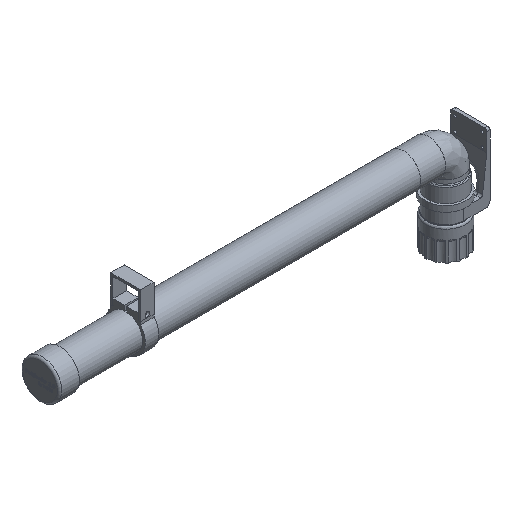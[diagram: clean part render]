
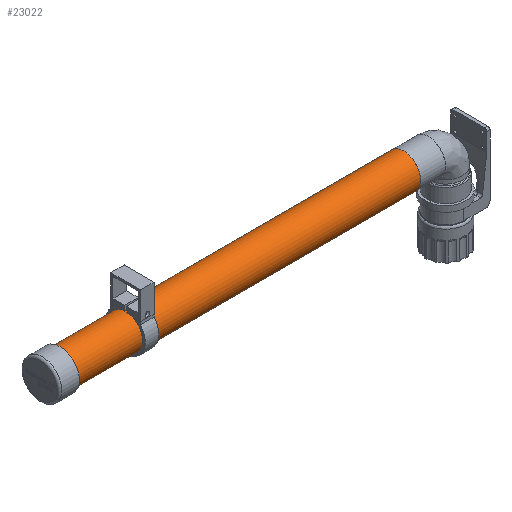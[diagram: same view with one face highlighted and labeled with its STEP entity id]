
A CAD part, isometric view. The second image highlights one B-rep face of the part: STEP entity #23022.
In plain terms, the highlighted cylindrical face has radius 37.5 mm (diameter 75 mm), a full revolution.
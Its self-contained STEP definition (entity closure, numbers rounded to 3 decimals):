
#3300=FACE_OUTER_BOUND('',#4645,.T.);
#4645=EDGE_LOOP('',(#19092,#19093,#19094,#19095));
#6332=LINE('',#41551,#8046);
#8046=VECTOR('',#28612,37.5);
#9213=CIRCLE('',#24848,37.5);
#9214=CIRCLE('',#24849,37.5);
#10575=VERTEX_POINT('',#41548);
#10576=VERTEX_POINT('',#41550);
#13582=EDGE_CURVE('',#10575,#10575,#9213,.T.);
#13583=EDGE_CURVE('',#10575,#10576,#6332,.T.);
#13584=EDGE_CURVE('',#10576,#10576,#9214,.T.);
#19092=ORIENTED_EDGE('',*,*,#13582,.F.);
#19093=ORIENTED_EDGE('',*,*,#13583,.T.);
#19094=ORIENTED_EDGE('',*,*,#13584,.T.);
#19095=ORIENTED_EDGE('',*,*,#13583,.F.);
#22307=CYLINDRICAL_SURFACE('',#24847,37.5);
#23022=ADVANCED_FACE('',(#3300),#22307,.T.);
#24847=AXIS2_PLACEMENT_3D('',#41547,#28608,#28609);
#24848=AXIS2_PLACEMENT_3D('',#41549,#28610,#28611);
#24849=AXIS2_PLACEMENT_3D('',#41552,#28613,#28614);
#28608=DIRECTION('center_axis',(-1.,0.,0.));
#28609=DIRECTION('ref_axis',(0.,-1.,0.));
#28610=DIRECTION('center_axis',(-1.,0.,0.));
#28611=DIRECTION('ref_axis',(0.,-1.,0.));
#28612=DIRECTION('',(1.,0.,0.));
#28613=DIRECTION('center_axis',(-1.,0.,0.));
#28614=DIRECTION('ref_axis',(0.,-1.,0.));
#41547=CARTESIAN_POINT('Origin',(-92.5,-148.02,132.5));
#41548=CARTESIAN_POINT('',(-892.5,-110.52,132.5));
#41549=CARTESIAN_POINT('Origin',(-892.5,-148.02,132.5));
#41550=CARTESIAN_POINT('',(-92.5,-110.52,132.5));
#41551=CARTESIAN_POINT('',(-92.5,-110.52,132.5));
#41552=CARTESIAN_POINT('Origin',(-92.5,-148.02,132.5));
